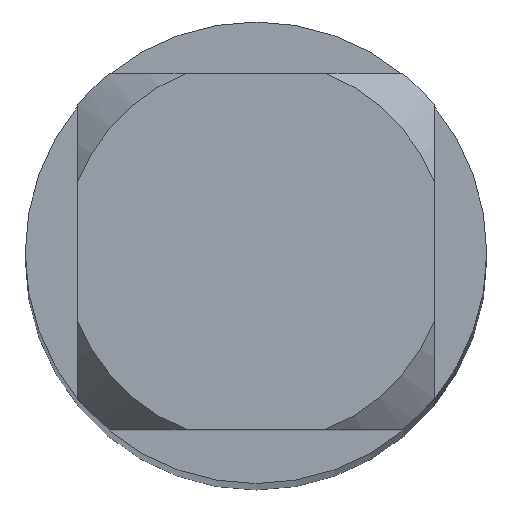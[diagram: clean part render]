
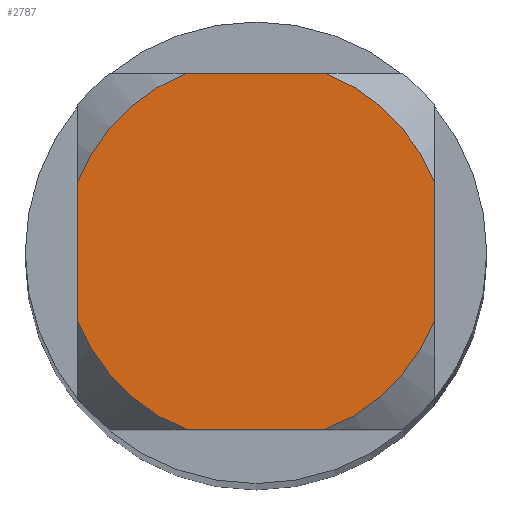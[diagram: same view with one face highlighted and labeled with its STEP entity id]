
A CAD part, top view. The second image highlights one B-rep face of the part: STEP entity #2787.
In plain terms, the highlighted planar face has unit normal (0, 0, 1).
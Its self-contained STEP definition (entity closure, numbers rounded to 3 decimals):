
#1419=EDGE_CURVE('',#2687,#2147,#4004,.T.);
#1527=EDGE_CURVE('',#3369,#1665,#4119,.T.);
#1665=VERTEX_POINT('',#4272);
#1849=EDGE_CURVE('',#3723,#1665,#4470,.T.);
#2001=VERTEX_POINT('',#4636);
#2109=EDGE_CURVE('',#3661,#2001,#4749,.T.);
#2137=EDGE_CURVE('',#3661,#2829,#4778,.T.);
#2147=VERTEX_POINT('',#4788);
#2687=VERTEX_POINT('',#5383);
#2767=EDGE_CURVE('',#3723,#2147,#5471,.T.);
#2787=ADVANCED_FACE('',(#5492),#5493,.T.);
#2829=VERTEX_POINT('',#5538);
#3369=VERTEX_POINT('',#6128);
#3493=EDGE_CURVE('',#3369,#2829,#6268,.T.);
#3661=VERTEX_POINT('',#6448);
#3723=VERTEX_POINT('',#6516);
#3757=EDGE_CURVE('',#2687,#2001,#6551,.T.);
#4004=LINE('',#7114,#7115);
#4119=CIRCLE('',#7567,1.45);
#4272=CARTESIAN_POINT('',(0.529,-1.35,0.0));
#4470=LINE('',#8756,#8757);
#4636=CARTESIAN_POINT('',(-0.529,1.35,0.0));
#4749=LINE('',#9754,#9755);
#4778=CIRCLE('',#9823,1.45);
#4788=CARTESIAN_POINT('',(-1.35,-0.529,0.0));
#5383=CARTESIAN_POINT('',(-1.35,0.529,0.0));
#5471=CIRCLE('',#12049,1.45);
#5492=FACE_OUTER_BOUND('',#12125,.T.);
#5493=PLANE('',#12126);
#5538=CARTESIAN_POINT('',(1.35,0.529,0.0));
#6128=CARTESIAN_POINT('',(1.35,-0.529,0.0));
#6268=LINE('',#14663,#14664);
#6448=CARTESIAN_POINT('',(0.529,1.35,0.0));
#6516=CARTESIAN_POINT('',(-0.529,-1.35,0.0));
#6551=CIRCLE('',#15918,1.45);
#7114=CARTESIAN_POINT('',(-1.35,0.363,0.0));
#7115=VECTOR('',#16455,1.0);
#7567=AXIS2_PLACEMENT_3D('',#16547,#16548,#16549);
#8756=CARTESIAN_POINT('',(0.0,-1.35,0.0));
#8757=VECTOR('',#16881,1.0);
#9754=CARTESIAN_POINT('',(0.0,1.35,0.0));
#9755=VECTOR('',#17196,1.0);
#9823=AXIS2_PLACEMENT_3D('',#17217,#17218,#17219);
#12049=AXIS2_PLACEMENT_3D('',#18009,#18010,#18011);
#12125=EDGE_LOOP('',(#18027,#18028,#18029,#18030,#18031,#18032,#18033,#18034));
#12126=AXIS2_PLACEMENT_3D('',#18035,#18036,#18037);
#14663=CARTESIAN_POINT('',(1.35,0.363,0.0));
#14664=VECTOR('',#18874,1.0);
#15918=AXIS2_PLACEMENT_3D('',#19127,#19128,#19129);
#16455=DIRECTION('',(-0.0,-1.0,0.0));
#16547=CARTESIAN_POINT('',(0.0,0.0,0.0));
#16548=DIRECTION('',(0.0,0.0,-1.0));
#16549=DIRECTION('',(0.0,1.0,0.0));
#16881=DIRECTION('',(1.0,0.0,0.0));
#17196=DIRECTION('',(-1.0,0.0,0.0));
#17217=CARTESIAN_POINT('',(0.0,0.0,0.0));
#17218=DIRECTION('',(0.0,0.0,-1.0));
#17219=DIRECTION('',(0.0,1.0,0.0));
#18009=CARTESIAN_POINT('',(0.0,0.0,0.0));
#18010=DIRECTION('',(0.0,0.0,-1.0));
#18011=DIRECTION('',(0.0,1.0,0.0));
#18027=ORIENTED_EDGE('',*,*,#1419,.T.);
#18028=ORIENTED_EDGE('',*,*,#2767,.F.);
#18029=ORIENTED_EDGE('',*,*,#1849,.T.);
#18030=ORIENTED_EDGE('',*,*,#1527,.F.);
#18031=ORIENTED_EDGE('',*,*,#3493,.T.);
#18032=ORIENTED_EDGE('',*,*,#2137,.F.);
#18033=ORIENTED_EDGE('',*,*,#2109,.T.);
#18034=ORIENTED_EDGE('',*,*,#3757,.F.);
#18035=CARTESIAN_POINT('',(0.0,0.725,0.0));
#18036=DIRECTION('',(-0.0,0.0,1.0));
#18037=DIRECTION('',(0.0,-1.0,0.0));
#18874=DIRECTION('',(-0.0,1.0,0.0));
#19127=CARTESIAN_POINT('',(0.0,0.0,0.0));
#19128=DIRECTION('',(0.0,0.0,-1.0));
#19129=DIRECTION('',(0.0,1.0,0.0));
